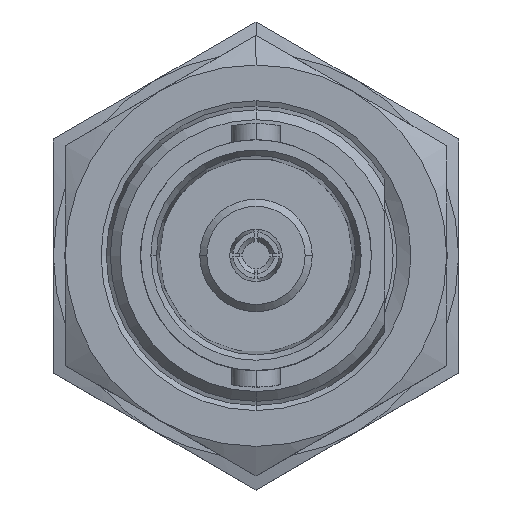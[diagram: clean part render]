
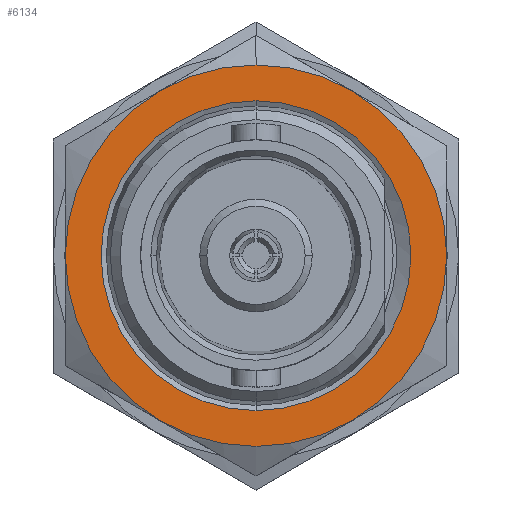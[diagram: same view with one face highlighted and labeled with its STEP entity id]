
A CAD part, top view. The second image highlights one B-rep face of the part: STEP entity #6134.
In plain terms, the highlighted planar face has unit normal (0, 0, 1).
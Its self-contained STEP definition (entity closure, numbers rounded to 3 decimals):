
#307 = CARTESIAN_POINT ( 'NONE',  ( 0., 0., -13. ) ) ;
#837 = CARTESIAN_POINT ( 'NONE',  ( 0., 0., -13. ) ) ;
#951 = CARTESIAN_POINT ( 'NONE',  ( 4., -6.928, -13. ) ) ;
#993 = DIRECTION ( 'NONE',  ( 0., 1., 0. ) ) ;
#1266 = VERTEX_POINT ( 'NONE', #11943 ) ;
#1339 = DIRECTION ( 'NONE',  ( 0., -1., 0. ) ) ;
#1379 = DIRECTION ( 'NONE',  ( 0., 0., 1. ) ) ;
#1560 = VERTEX_POINT ( 'NONE', #3763 ) ;
#1614 = AXIS2_PLACEMENT_3D ( 'NONE', #3355, #10541, #4378 ) ;
#1772 = EDGE_LOOP ( 'NONE', ( #9315, #5300 ) ) ;
#1801 = DIRECTION ( 'NONE',  ( 0., 0., 1. ) ) ;
#1884 = DIRECTION ( 'NONE',  ( 0., -1., 0. ) ) ;
#1997 = PLANE ( 'NONE',  #4331 ) ;
#2049 = AXIS2_PLACEMENT_3D ( 'NONE', #3011, #10201, #4040 ) ;
#2390 = ORIENTED_EDGE ( 'NONE', *, *, #10325, .T. ) ;
#2431 = CIRCLE ( 'NONE', #5667, 8. ) ;
#2511 = CARTESIAN_POINT ( 'NONE',  ( 0., 0., -13. ) ) ;
#2587 = DIRECTION ( 'NONE',  ( 0., 0., 1. ) ) ;
#2832 = CARTESIAN_POINT ( 'NONE',  ( -4., 6.928, -13. ) ) ;
#3003 = AXIS2_PLACEMENT_3D ( 'NONE', #307, #7493, #1339 ) ;
#3011 = CARTESIAN_POINT ( 'NONE',  ( 0., 0., -13. ) ) ;
#3119 = VERTEX_POINT ( 'NONE', #9651 ) ;
#3133 = CIRCLE ( 'NONE', #10303, 8. ) ;
#3170 = CIRCLE ( 'NONE', #11801, 6.5 ) ;
#3173 = ORIENTED_EDGE ( 'NONE', *, *, #8039, .T. ) ;
#3355 = CARTESIAN_POINT ( 'NONE',  ( 0., 0., -13. ) ) ;
#3534 = DIRECTION ( 'NONE',  ( 0., -1., 0. ) ) ;
#3725 = EDGE_LOOP ( 'NONE', ( #9498, #12106, #8064, #8806, #3173, #10554, #2390 ) ) ;
#3763 = CARTESIAN_POINT ( 'NONE',  ( -4., -6.928, -13. ) ) ;
#3846 = CIRCLE ( 'NONE', #9916, 8. ) ;
#3920 = VERTEX_POINT ( 'NONE', #11978 ) ;
#4040 = DIRECTION ( 'NONE',  ( 0., -1., 0. ) ) ;
#4168 = CARTESIAN_POINT ( 'NONE',  ( -8., 0., -13. ) ) ;
#4331 = AXIS2_PLACEMENT_3D ( 'NONE', #13357, #7143, #993 ) ;
#4363 = CIRCLE ( 'NONE', #12454, 8. ) ;
#4378 = DIRECTION ( 'NONE',  ( 0., -1., 0. ) ) ;
#4728 = FACE_OUTER_BOUND ( 'NONE', #3725, .T. ) ;
#4804 = EDGE_CURVE ( 'NONE', #6654, #1560, #4363, .T. ) ;
#5073 = VERTEX_POINT ( 'NONE', #2832 ) ;
#5264 = CARTESIAN_POINT ( 'NONE',  ( 0., 0., -13. ) ) ;
#5300 = ORIENTED_EDGE ( 'NONE', *, *, #7789, .F. ) ;
#5667 = AXIS2_PLACEMENT_3D ( 'NONE', #5264, #12497, #6274 ) ;
#5710 = CIRCLE ( 'NONE', #12803, 8. ) ;
#6134 = ADVANCED_FACE ( 'NONE', ( #12977, #4728 ), #1997, .F. ) ;
#6274 = DIRECTION ( 'NONE',  ( 0., -1., 0. ) ) ;
#6403 = CIRCLE ( 'NONE', #1614, 6.5 ) ;
#6591 = VERTEX_POINT ( 'NONE', #951 ) ;
#6654 = VERTEX_POINT ( 'NONE', #4168 ) ;
#7143 = DIRECTION ( 'NONE',  ( 0., 0., -1. ) ) ;
#7493 = DIRECTION ( 'NONE',  ( 0., 0., 1. ) ) ;
#7526 = CARTESIAN_POINT ( 'NONE',  ( 0., 0., -13. ) ) ;
#7789 = EDGE_CURVE ( 'NONE', #10396, #12909, #3170, .T. ) ;
#7974 = CARTESIAN_POINT ( 'NONE',  ( 0., 0., -13. ) ) ;
#8039 = EDGE_CURVE ( 'NONE', #5073, #6654, #11362, .T. ) ;
#8064 = ORIENTED_EDGE ( 'NONE', *, *, #10010, .T. ) ;
#8068 = DIRECTION ( 'NONE',  ( 0., 0., 1. ) ) ;
#8432 = CIRCLE ( 'NONE', #2049, 8. ) ;
#8582 = DIRECTION ( 'NONE',  ( 0., -1., 0. ) ) ;
#8735 = CARTESIAN_POINT ( 'NONE',  ( 0., 0., -13. ) ) ;
#8806 = ORIENTED_EDGE ( 'NONE', *, *, #10134, .T. ) ;
#9010 = DIRECTION ( 'NONE',  ( 0., -1., 0. ) ) ;
#9315 = ORIENTED_EDGE ( 'NONE', *, *, #11028, .F. ) ;
#9498 = ORIENTED_EDGE ( 'NONE', *, *, #11111, .T. ) ;
#9651 = CARTESIAN_POINT ( 'NONE',  ( 8., 0., -13. ) ) ;
#9715 = DIRECTION ( 'NONE',  ( 0., 0., 1. ) ) ;
#9789 = DIRECTION ( 'NONE',  ( 0., -1., 0. ) ) ;
#9916 = AXIS2_PLACEMENT_3D ( 'NONE', #2511, #9715, #3534 ) ;
#10010 = EDGE_CURVE ( 'NONE', #1266, #3920, #5710, .T. ) ;
#10134 = EDGE_CURVE ( 'NONE', #3920, #5073, #3133, .T. ) ;
#10201 = DIRECTION ( 'NONE',  ( 0., 0., 1. ) ) ;
#10303 = AXIS2_PLACEMENT_3D ( 'NONE', #7974, #1801, #9010 ) ;
#10325 = EDGE_CURVE ( 'NONE', #1560, #6591, #2431, .T. ) ;
#10396 = VERTEX_POINT ( 'NONE', #11571 ) ;
#10541 = DIRECTION ( 'NONE',  ( 0., 0., 1. ) ) ;
#10554 = ORIENTED_EDGE ( 'NONE', *, *, #4804, .T. ) ;
#11028 = EDGE_CURVE ( 'NONE', #12909, #10396, #6403, .T. ) ;
#11111 = EDGE_CURVE ( 'NONE', #6591, #3119, #3846, .T. ) ;
#11362 = CIRCLE ( 'NONE', #3003, 8. ) ;
#11466 = CARTESIAN_POINT ( 'NONE',  ( 0., -6.5, -13. ) ) ;
#11571 = CARTESIAN_POINT ( 'NONE',  ( 0., 6.5, -13. ) ) ;
#11801 = AXIS2_PLACEMENT_3D ( 'NONE', #837, #8068, #1884 ) ;
#11943 = CARTESIAN_POINT ( 'NONE',  ( 4., 6.928, -13. ) ) ;
#11978 = CARTESIAN_POINT ( 'NONE',  ( 0., 8., -13. ) ) ;
#12106 = ORIENTED_EDGE ( 'NONE', *, *, #12444, .T. ) ;
#12444 = EDGE_CURVE ( 'NONE', #3119, #1266, #8432, .T. ) ;
#12454 = AXIS2_PLACEMENT_3D ( 'NONE', #7526, #1379, #8582 ) ;
#12497 = DIRECTION ( 'NONE',  ( 0., 0., 1. ) ) ;
#12803 = AXIS2_PLACEMENT_3D ( 'NONE', #8735, #2587, #9789 ) ;
#12909 = VERTEX_POINT ( 'NONE', #11466 ) ;
#12977 = FACE_BOUND ( 'NONE', #1772, .T. ) ;
#13357 = CARTESIAN_POINT ( 'NONE',  ( 0., 8., -13. ) ) ;
